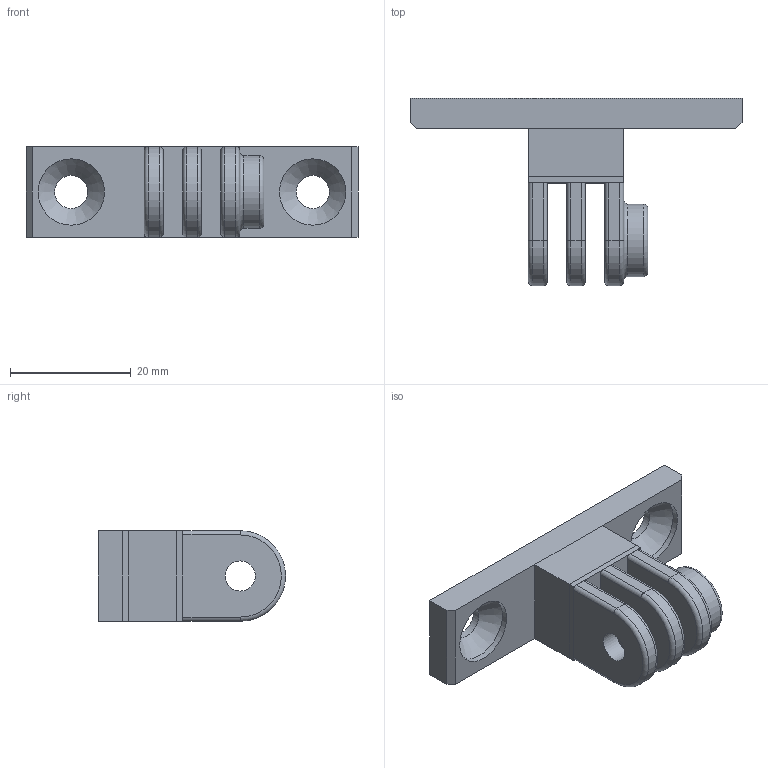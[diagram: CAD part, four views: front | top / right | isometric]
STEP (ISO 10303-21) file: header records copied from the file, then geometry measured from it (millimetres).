
FILE_DESCRIPTION(('FreeCAD Model'),'2;1');
FILE_NAME('Open CASCADE Shape Model','2025-01-24T09:55:33',(''),(''), 'Open CASCADE STEP processor 7.6','FreeCAD','Unknown');
FILE_SCHEMA(('AUTOMOTIVE_DESIGN { 1 0 10303 214 1 1 1 1 }'));
Length unit declared in the file: millimetre
Products named in the file (7): ring_mount; mnt_012; base010; pin022; pin-din005; pin023; 2_din_mnt
Assembly tree (6 placements, depth 3):
  ring_mount
    mnt_012
      base010
      pin022
      pin-din005
      pin023
    2_din_mnt
Bounding box: 55 x 31 x 15 mm (x, y, z)
Volume: 7874.4 mm3; surface area: 5553.5 mm2
Topology: 5 solids, 5 shells, 76 faces, 170 edges, 106 vertices
Faces by surface type: plane 43, cylinder 23, torus 8, cone 2
Full cylindrical faces by diameter (mm): 5 x3, 5.5 x2, 11 x2, 12 x1
Entity records: 2276 total; most frequent: DIRECTION 392, CARTESIAN_POINT 359, ORIENTED_EDGE 340, EDGE_CURVE 170, AXIS2_PLACEMENT_3D 139, LINE 114, VECTOR 114, VERTEX_POINT 106
